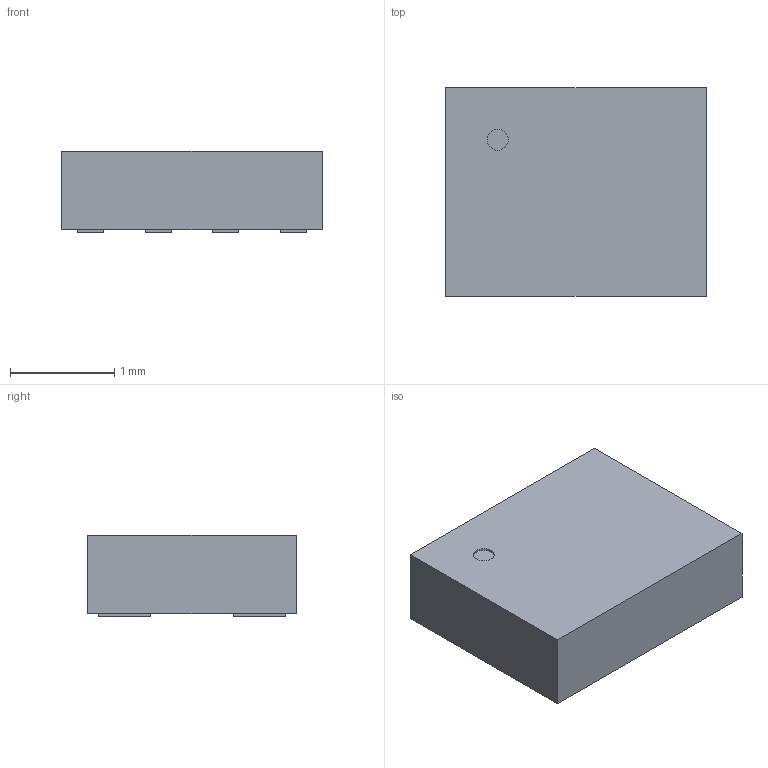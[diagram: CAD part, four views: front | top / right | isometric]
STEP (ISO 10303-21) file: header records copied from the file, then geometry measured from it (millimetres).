
FILE_DESCRIPTION(/* description */ ('model of Bosch_LGA-8_2x2.5mm_P0.65mm_ClockwisePinNumbering'),/* implementation_level */ '2;1');
FILE_NAME(/* name */ 'Bosch_LGA-8_2x2.5mm_P0.65mm_ClockwisePinNumbering.step',/* time_stamp */ '2018-11-04T20:13:58',/* author */ ('kicad StepUp','ksu'),/* organization */ ('FreeCAD'),/* preprocessor_version */ 'OCC',/* originating_system */ 'kicad StepUp',/* authorisation */ '');
FILE_SCHEMA(('AUTOMOTIVE_DESIGN { 1 0 10303 214 1 1 1 1 }'));
Length unit declared in the file: millimetre
Products named in the file (1): Bosch_LGA_8_2x25mm_P065mm_ClockwisePinNumbering
Bounding box: 2.5 x 2 x 0.78 mm (x, y, z)
Volume: 3.8 mm3; surface area: 17.1 mm2
Topology: 1 solids, 1 shells, 48 faces, 111 edges, 74 vertices
Faces by surface type: plane 47, cylinder 1
Full cylindrical faces by diameter (mm): 0.2 x1
Entity records: 997 total; most frequent: ORIENTED_EDGE 216, CARTESIAN_POINT 115, EDGE_CURVE 111, LINE 109, VERTEX_POINT 74, FACE_BOUND 57, EDGE_LOOP 57, AXIS2_PLACEMENT_3D 50
